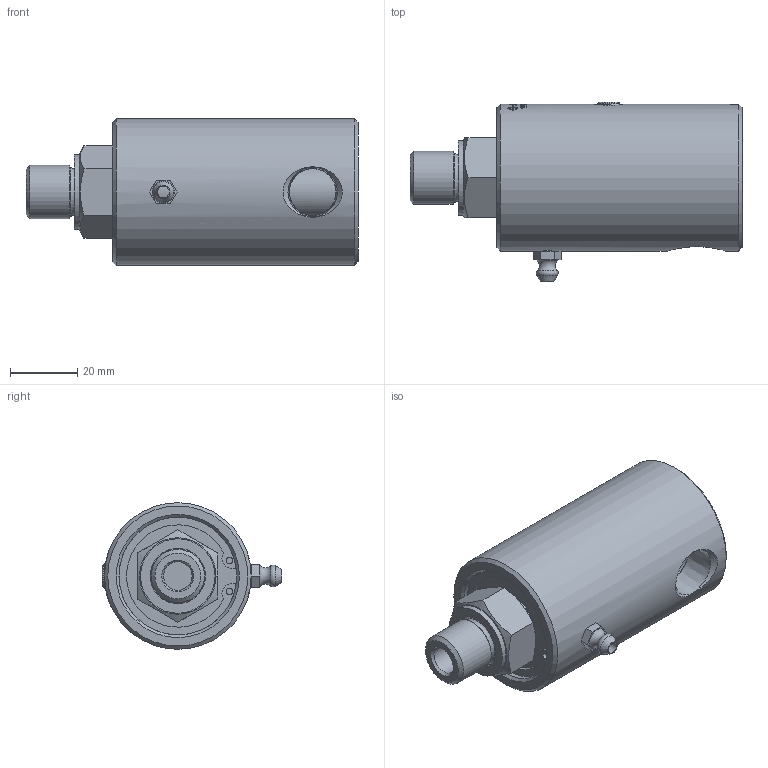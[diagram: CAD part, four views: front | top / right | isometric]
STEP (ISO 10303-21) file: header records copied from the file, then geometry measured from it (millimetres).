
FILE_DESCRIPTION(/* description */ (''),/* implementation_level */ '2;1');
FILE_NAME(/* name */ '1115-157-238-IC.stp',/* time_stamp */ '2020-05-14T10:39:53-05:00',/* author */ ('moorera'),/* organization */ (''),/* preprocessor_version */ 'ST-DEVELOPER v18.1',/* originating_system */ 'Autodesk Inventor 2020',/* authorisation */ '');
FILE_SCHEMA (('AUTOMOTIVE_DESIGN { 1 0 10303 214 3 1 1 }'));
Products named in the file (1): 1115-157-238-IC
Bounding box: 98.89 x 53.45 x 43.7 mm (x, y, z)
Volume: 111402.7 mm3; surface area: 18111.3 mm2
Topology: 1 solids, 2 shells, 390 faces, 1023 edges, 680 vertices
Faces by surface type: bspline 175, plane 132, cylinder 58, cone 22, torus 3
Full cylindrical faces by diameter (mm): 1.981 x2, 3.5 x1, 5.359 x1, 5.944 x1, 6.715 x1, 8.5 x1, 13.889 x1, 15.839 x1, 16.5 x1, 19.84 x1, 22.2 x1, 35.08 x1, 37.25 x1, 43.7 x1
Entity records: 49715 total; most frequent: CARTESIAN_POINT 40712, ORIENTED_EDGE 2046, DIRECTION 1461, EDGE_CURVE 1023, VERTEX_POINT 680, AXIS2_PLACEMENT_3D 530, EDGE_LOOP 437, LINE 401
